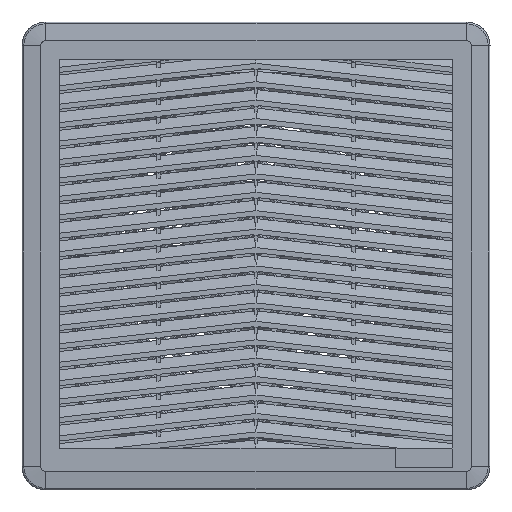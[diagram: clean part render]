
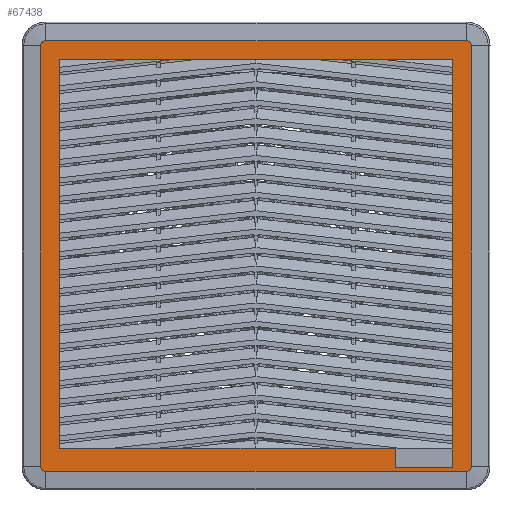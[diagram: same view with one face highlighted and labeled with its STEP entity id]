
A CAD part, front view. The second image highlights one B-rep face of the part: STEP entity #67438.
In plain terms, the highlighted planar face has unit normal (0, 1, 0).
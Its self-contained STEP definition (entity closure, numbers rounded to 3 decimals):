
#46496=DIRECTION('',(0.,0.,1.));
#46497=VECTOR('',#46496,225.001);
#46498=CARTESIAN_POINT('',(-115.,-33.8,
-112.501));
#46499=LINE('',#46498,#46497);
#46503=CARTESIAN_POINT('',(-115.,-33.8,
112.5));
#46504=CARTESIAN_POINT('',(-115.,-33.8,
112.771));
#46505=CARTESIAN_POINT('',(-114.917,-33.8,
113.285));
#46506=CARTESIAN_POINT('',(-114.559,-33.8,
113.992));
#46507=CARTESIAN_POINT('',(-113.994,-33.8,
114.557));
#46508=CARTESIAN_POINT('',(-113.288,-33.8,
114.917));
#46509=CARTESIAN_POINT('',(-112.774,-33.8,
115.));
#46510=CARTESIAN_POINT('',(-112.501,-33.8,
115.));
#46529=CARTESIAN_POINT('',(112.5,-33.8,
112.5));
#46530=DIRECTION('',(0.,-1.,0.));
#46531=DIRECTION('',(1.,0.,0.));
#46532=AXIS2_PLACEMENT_3D('',#46529,#46530,#46531);
#46537=CARTESIAN_POINT('',(-112.5,-33.8,
-112.501));
#46538=DIRECTION('',(0.,-1.,0.));
#46539=DIRECTION('',(-1.,0.,0.));
#46540=AXIS2_PLACEMENT_3D('',#46537,#46538,#46539);
#46545=CARTESIAN_POINT('',(112.5,-33.8,
-112.501));
#46546=DIRECTION('',(0.,-1.,0.));
#46547=DIRECTION('',(0.,0.,-1.));
#46548=AXIS2_PLACEMENT_3D('',#46545,#46546,#46547);
#46553=DIRECTION('',(1.,0.,0.));
#46554=VECTOR('',#46553,210.001);
#46555=CARTESIAN_POINT('',(-105.,-33.8,
105.));
#46556=LINE('',#46555,#46554);
#46560=DIRECTION('',(0.,0.,-1.));
#46561=VECTOR('',#46560,10.6);
#46562=CARTESIAN_POINT('',(105.,-33.8,
-102.601));
#46563=LINE('',#46562,#46561);
#46567=DIRECTION('',(-1.,0.,0.));
#46568=VECTOR('',#46567,30.5);
#46569=CARTESIAN_POINT('',(105.,-33.8,
-113.201));
#46570=LINE('',#46569,#46568);
#46574=DIRECTION('',(0.,0.,1.));
#46575=VECTOR('',#46574,10.4);
#46576=CARTESIAN_POINT('',(74.5,-33.8,
-113.201));
#46577=LINE('',#46576,#46575);
#46581=DIRECTION('',(-1.,0.,0.));
#46582=VECTOR('',#46581,179.501);
#46583=CARTESIAN_POINT('',(74.5,-33.8,
-102.801));
#46584=LINE('',#46583,#46582);
#46588=DIRECTION('',(0.,0.,1.));
#46589=VECTOR('',#46588,207.801);
#46590=CARTESIAN_POINT('',(-105.,-33.8,
-102.801));
#46591=LINE('',#46590,#46589);
#46595=DIRECTION('',(0.,0.,-1.));
#46596=VECTOR('',#46595,225.001);
#46597=CARTESIAN_POINT('',(115.,-33.8,
112.5));
#46598=LINE('',#46597,#46596);
#46662=DIRECTION('',(1.,0.,0.));
#46663=VECTOR('',#46662,225.002);
#46664=CARTESIAN_POINT('',(-112.501,-33.8,
115.));
#46665=LINE('',#46664,#46663);
#47222=DIRECTION('',(-1.,0.,0.));
#47223=VECTOR('',#47222,225.001);
#47224=CARTESIAN_POINT('',(112.5,-33.8,
-115.001));
#47225=LINE('',#47224,#47223);
#50458=DIRECTION('',(0.,0.,1.));
#50459=VECTOR('',#50458,207.601);
#50460=CARTESIAN_POINT('',(105.,-33.8,
-102.601));
#50461=LINE('',#50460,#50459);
#64394=CARTESIAN_POINT('',(-115.,-33.8,
112.5));
#64396=VERTEX_POINT('',#64394);
#64399=CARTESIAN_POINT('',(-115.,-33.8,
-112.501));
#64400=VERTEX_POINT('',#64399);
#64401=CARTESIAN_POINT('',(-112.501,-33.8,
115.));
#64403=VERTEX_POINT('',#64401);
#64406=CARTESIAN_POINT('',(112.5,-33.8,
115.));
#64408=VERTEX_POINT('',#64406);
#64411=CARTESIAN_POINT('',(115.,-33.8,
112.5));
#64412=VERTEX_POINT('',#64411);
#64421=CARTESIAN_POINT('',(115.,-33.8,
-112.501));
#64422=VERTEX_POINT('',#64421);
#64423=CARTESIAN_POINT('',(-112.5,-33.8,
-115.001));
#64424=VERTEX_POINT('',#64423);
#64425=CARTESIAN_POINT('',(112.5,-33.8,
-115.001));
#64426=VERTEX_POINT('',#64425);
#64427=CARTESIAN_POINT('',(-105.,-33.8,
105.));
#64428=CARTESIAN_POINT('',(105.,-33.8,
105.));
#64429=VERTEX_POINT('',#64427);
#64430=VERTEX_POINT('',#64428);
#64431=CARTESIAN_POINT('',(105.,-33.8,
-102.601));
#64432=VERTEX_POINT('',#64431);
#64433=CARTESIAN_POINT('',(105.,-33.8,
-113.201));
#64434=VERTEX_POINT('',#64433);
#64435=CARTESIAN_POINT('',(74.5,-33.8,
-113.201));
#64436=VERTEX_POINT('',#64435);
#64437=CARTESIAN_POINT('',(74.5,-33.8,
-102.801));
#64438=VERTEX_POINT('',#64437);
#64439=CARTESIAN_POINT('',(-105.,-33.8,
-102.801));
#64440=VERTEX_POINT('',#64439);
#67401=CARTESIAN_POINT('',(-115.,-33.8,
116.38));
#67402=DIRECTION('',(0.,1.,0.));
#67403=DIRECTION('',(1.,0.,0.));
#67404=AXIS2_PLACEMENT_3D('',#67401,#67402,#67403);
#67405=PLANE('',#67404);
#67407=ORIENTED_EDGE('',*,*,#67406,.F.);
#67409=ORIENTED_EDGE('',*,*,#67408,.T.);
#67411=ORIENTED_EDGE('',*,*,#67410,.F.);
#67412=ORIENTED_EDGE('',*,*,#67391,.F.);
#67413=ORIENTED_EDGE('',*,*,#67381,.F.);
#67415=ORIENTED_EDGE('',*,*,#67414,.T.);
#67417=ORIENTED_EDGE('',*,*,#67416,.F.);
#67419=ORIENTED_EDGE('',*,*,#67418,.T.);
#67420=EDGE_LOOP('',(#67407,#67409,#67411,#67412,#67413,#67415,#67417,#67419));
#67421=FACE_OUTER_BOUND('',#67420,.F.);
#67423=ORIENTED_EDGE('',*,*,#67422,.T.);
#67425=ORIENTED_EDGE('',*,*,#67424,.F.);
#67427=ORIENTED_EDGE('',*,*,#67426,.T.);
#67429=ORIENTED_EDGE('',*,*,#67428,.T.);
#67431=ORIENTED_EDGE('',*,*,#67430,.T.);
#67433=ORIENTED_EDGE('',*,*,#67432,.T.);
#67435=ORIENTED_EDGE('',*,*,#67434,.T.);
#67436=EDGE_LOOP('',(#67423,#67425,#67427,#67429,#67431,#67433,#67435));
#67437=FACE_BOUND('',#67436,.F.);
#67438=ADVANCED_FACE('',(#67421,#67437),#67405,.T.);
#46511=B_SPLINE_CURVE_WITH_KNOTS('',3,(#46503,#46504,#46505,#46506,#46507,
#46508,#46509,#46510),.UNSPECIFIED.,.F.,.F.,(4,1,1,1,1,4),(0.,0.2,0.4,
0.6,0.8,1.),.UNSPECIFIED.);
#46533=CIRCLE('',#46532,2.5);
#46541=CIRCLE('',#46540,2.5);
#46549=CIRCLE('',#46548,2.5);
#67381=EDGE_CURVE('',#64400,#64396,#46499,.T.);
#67391=EDGE_CURVE('',#64396,#64403,#46511,.T.);
#67406=EDGE_CURVE('',#64412,#64422,#46598,.T.);
#67408=EDGE_CURVE('',#64412,#64408,#46533,.T.);
#67410=EDGE_CURVE('',#64403,#64408,#46665,.T.);
#67414=EDGE_CURVE('',#64400,#64424,#46541,.T.);
#67416=EDGE_CURVE('',#64426,#64424,#47225,.T.);
#67418=EDGE_CURVE('',#64426,#64422,#46549,.T.);
#67422=EDGE_CURVE('',#64429,#64430,#46556,.T.);
#67424=EDGE_CURVE('',#64432,#64430,#50461,.T.);
#67426=EDGE_CURVE('',#64432,#64434,#46563,.T.);
#67428=EDGE_CURVE('',#64434,#64436,#46570,.T.);
#67430=EDGE_CURVE('',#64436,#64438,#46577,.T.);
#67432=EDGE_CURVE('',#64438,#64440,#46584,.T.);
#67434=EDGE_CURVE('',#64440,#64429,#46591,.T.);
